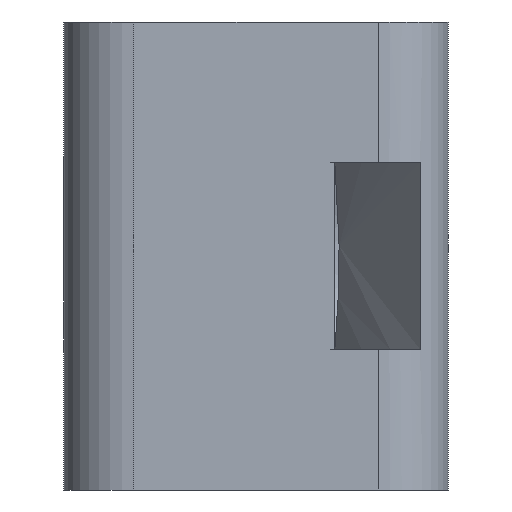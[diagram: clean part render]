
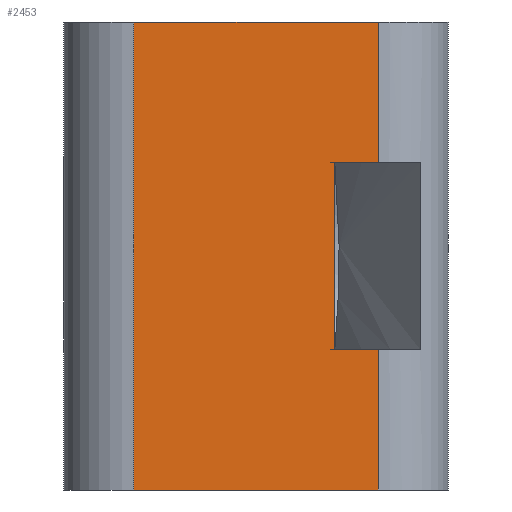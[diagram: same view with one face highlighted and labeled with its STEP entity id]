
A CAD part, left-side view. The second image highlights one B-rep face of the part: STEP entity #2453.
In plain terms, the highlighted planar face has unit normal (-1, 0, 0).
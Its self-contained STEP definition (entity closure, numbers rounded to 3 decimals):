
#13 = VECTOR ( 'NONE', #2477, 1000. ) ;
#54 = DIRECTION ( 'NONE',  ( 1., 0., 0. ) ) ;
#184 = VERTEX_POINT ( 'NONE', #2160 ) ;
#211 = EDGE_CURVE ( 'NONE', #1185, #2195, #2205, .T. ) ;
#220 = VECTOR ( 'NONE', #775, 1000. ) ;
#312 = ORIENTED_EDGE ( 'NONE', *, *, #1587, .F. ) ;
#314 = DIRECTION ( 'NONE',  ( 0., 1., 0. ) ) ;
#329 = LINE ( 'NONE', #2450, #1584 ) ;
#359 = ORIENTED_EDGE ( 'NONE', *, *, #1484, .T. ) ;
#378 = ORIENTED_EDGE ( 'NONE', *, *, #2458, .F. ) ;
#390 = CARTESIAN_POINT ( 'NONE',  ( -15.733, 19.013, 5. ) ) ;
#422 = VERTEX_POINT ( 'NONE', #588 ) ;
#460 = DIRECTION ( 'NONE',  ( 0., 0., -1. ) ) ;
#477 = VERTEX_POINT ( 'NONE', #1297 ) ;
#488 = ORIENTED_EDGE ( 'NONE', *, *, #2095, .T. ) ;
#553 = CARTESIAN_POINT ( 'NONE',  ( -15.733, 19.013, 2. ) ) ;
#588 = CARTESIAN_POINT ( 'NONE',  ( -15.733, 24.233, -5. ) ) ;
#695 = DIRECTION ( 'NONE',  ( 0., -1., 0. ) ) ;
#763 = VECTOR ( 'NONE', #695, 1000. ) ;
#775 = DIRECTION ( 'NONE',  ( 0., 0., -1. ) ) ;
#778 = EDGE_LOOP ( 'NONE', ( #2910, #378, #312, #1944, #1605, #359, #488, #839 ) ) ;
#779 = CARTESIAN_POINT ( 'NONE',  ( -15.733, 24.233, 5. ) ) ;
#839 = ORIENTED_EDGE ( 'NONE', *, *, #1601, .F. ) ;
#867 = LINE ( 'NONE', #390, #13 ) ;
#940 = LINE ( 'NONE', #2330, #1168 ) ;
#946 = CARTESIAN_POINT ( 'NONE',  ( -15.733, 19.013, -5. ) ) ;
#984 = DIRECTION ( 'NONE',  ( 0., -1., 0. ) ) ;
#1024 = LINE ( 'NONE', #1947, #2966 ) ;
#1025 = AXIS2_PLACEMENT_3D ( 'NONE', #2665, #54, #2693 ) ;
#1042 = FACE_OUTER_BOUND ( 'NONE', #778, .T. ) ;
#1063 = CARTESIAN_POINT ( 'NONE',  ( -15.733, 19.013, 5. ) ) ;
#1106 = VERTEX_POINT ( 'NONE', #1063 ) ;
#1168 = VECTOR ( 'NONE', #460, 1000. ) ;
#1185 = VERTEX_POINT ( 'NONE', #2981 ) ;
#1189 = CARTESIAN_POINT ( 'NONE',  ( -15.733, 19.013, -5. ) ) ;
#1215 = LINE ( 'NONE', #1189, #763 ) ;
#1217 = VECTOR ( 'NONE', #314, 1000. ) ;
#1297 = CARTESIAN_POINT ( 'NONE',  ( -15.733, 19.013, 2. ) ) ;
#1484 = EDGE_CURVE ( 'NONE', #1576, #422, #940, .T. ) ;
#1486 = DIRECTION ( 'NONE',  ( 0., 0., -1. ) ) ;
#1576 = VERTEX_POINT ( 'NONE', #779 ) ;
#1584 = VECTOR ( 'NONE', #1486, 1000. ) ;
#1587 = EDGE_CURVE ( 'NONE', #477, #184, #1932, .T. ) ;
#1601 = EDGE_CURVE ( 'NONE', #2195, #3099, #1024, .T. ) ;
#1605 = ORIENTED_EDGE ( 'NONE', *, *, #2965, .F. ) ;
#1733 = DIRECTION ( 'NONE',  ( 0., 0., -1. ) ) ;
#1763 = VECTOR ( 'NONE', #984, 1000. ) ;
#1932 = LINE ( 'NONE', #553, #1217 ) ;
#1944 = ORIENTED_EDGE ( 'NONE', *, *, #2873, .F. ) ;
#1947 = CARTESIAN_POINT ( 'NONE',  ( -15.733, 19.013, 5. ) ) ;
#1948 = PLANE ( 'NONE',  #1025 ) ;
#1955 = CARTESIAN_POINT ( 'NONE',  ( -15.733, 19.013, -2. ) ) ;
#2095 = EDGE_CURVE ( 'NONE', #422, #3099, #1215, .T. ) ;
#2160 = CARTESIAN_POINT ( 'NONE',  ( -15.733, 19.941, 2. ) ) ;
#2195 = VERTEX_POINT ( 'NONE', #2315 ) ;
#2205 = LINE ( 'NONE', #1955, #1763 ) ;
#2315 = CARTESIAN_POINT ( 'NONE',  ( -15.733, 19.013, -2. ) ) ;
#2330 = CARTESIAN_POINT ( 'NONE',  ( -15.733, 24.233, 5. ) ) ;
#2416 = CARTESIAN_POINT ( 'NONE',  ( -15.733, 19.013, 5. ) ) ;
#2450 = CARTESIAN_POINT ( 'NONE',  ( -15.733, 19.941, 0. ) ) ;
#2453 = ADVANCED_FACE ( 'NONE', ( #1042 ), #1948, .F. ) ;
#2458 = EDGE_CURVE ( 'NONE', #184, #1185, #329, .T. ) ;
#2477 = DIRECTION ( 'NONE',  ( 0., -1., 0. ) ) ;
#2665 = CARTESIAN_POINT ( 'NONE',  ( -15.733, 19.013, 5. ) ) ;
#2693 = DIRECTION ( 'NONE',  ( 0., 0., -1. ) ) ;
#2703 = LINE ( 'NONE', #2416, #220 ) ;
#2873 = EDGE_CURVE ( 'NONE', #1106, #477, #2703, .T. ) ;
#2910 = ORIENTED_EDGE ( 'NONE', *, *, #211, .F. ) ;
#2965 = EDGE_CURVE ( 'NONE', #1576, #1106, #867, .T. ) ;
#2966 = VECTOR ( 'NONE', #1733, 1000. ) ;
#2981 = CARTESIAN_POINT ( 'NONE',  ( -15.733, 19.941, -2. ) ) ;
#3099 = VERTEX_POINT ( 'NONE', #946 ) ;
